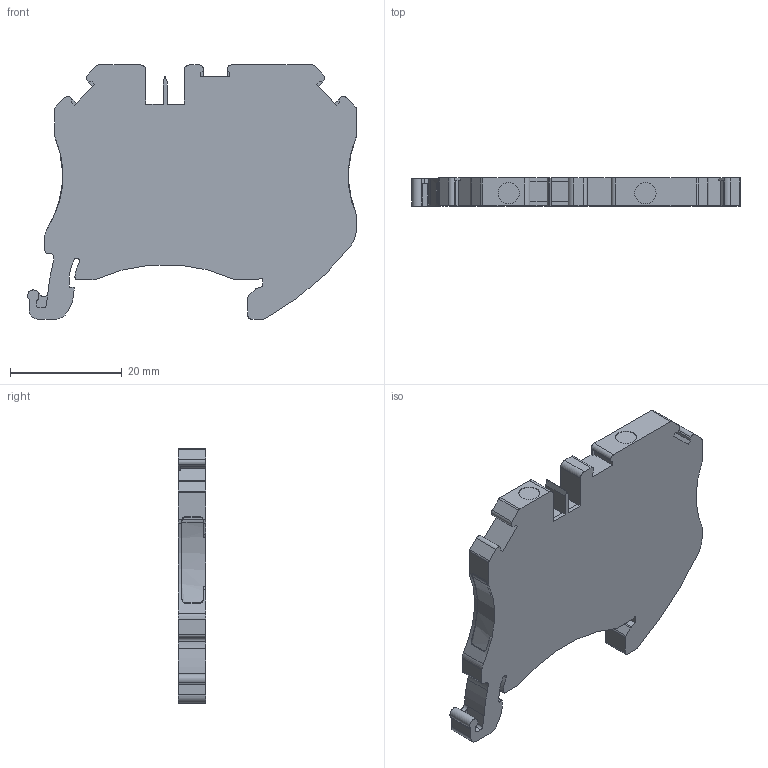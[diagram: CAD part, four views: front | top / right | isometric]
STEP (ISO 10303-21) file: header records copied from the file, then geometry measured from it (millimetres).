
FILE_DESCRIPTION(/* description */ ('Unknown'),/* implementation_level */ '2;1');
FILE_NAME(/* name */ 'TQ2.5-D_3D_ SOLID',/* time_stamp */ '2025-01-10T10:19:08+06:00',/* author */ ('Unknown'),/* organization */ ('Unknown'),/* preprocessor_version */ 'ST-DEVELOPER v16.7',/* originating_system */ 'Solid Edge',/* authorisation */ 'Unknown');
FILE_SCHEMA (('AUTOMOTIVE_DESIGN {1 0 10303 214 3 1 1}'));
Length unit declared in the file: millimetre
Products named in the file (1): TQ2.5-D_3D_ SOLID
Bounding box: 58.85 x 5 x 45.5 mm (x, y, z)
Volume: 9723.5 mm3; surface area: 5211.7 mm2
Topology: 1 solids, 1 shells, 170 faces, 500 edges, 334 vertices
Faces by surface type: plane 95, cylinder 75
Full cylindrical faces by diameter (mm): 3.8 x2
Entity records: 5712 total; most frequent: CARTESIAN_POINT 1051, ORIENTED_EDGE 992, DIRECTION 972, EDGE_CURVE 496, VERTEX_POINT 332, LINE 330, VECTOR 330, AXIS2_PLACEMENT_3D 321
